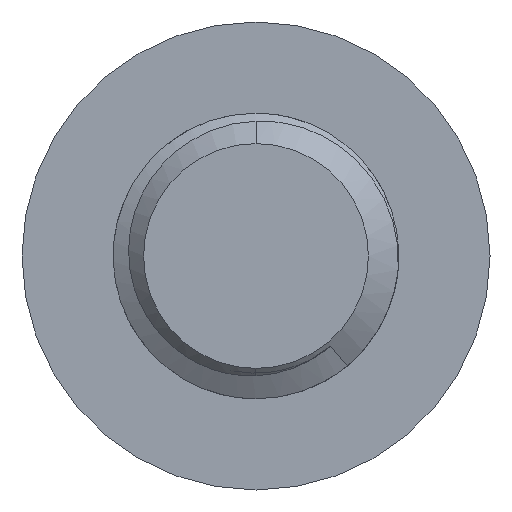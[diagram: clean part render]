
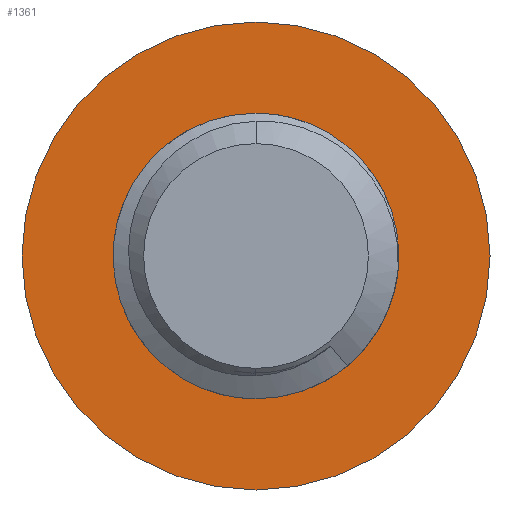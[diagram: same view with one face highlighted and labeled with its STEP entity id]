
A CAD part, front view. The second image highlights one B-rep face of the part: STEP entity #1361.
In plain terms, the highlighted planar face has unit normal (0, -1, 0).
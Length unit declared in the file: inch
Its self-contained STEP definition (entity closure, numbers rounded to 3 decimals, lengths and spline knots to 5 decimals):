
#257 = CARTESIAN_POINT ( 'NONE',  ( 0.154, -0.188, 0. ) ) ;
#276 = DIRECTION ( 'NONE',  ( 0., -1., 0. ) ) ;
#706 = CARTESIAN_POINT ( 'NONE',  ( 0., -0.188, 0. ) ) ;
#731 = VERTEX_POINT ( 'NONE', #3883 ) ;
#754 = EDGE_LOOP ( 'NONE', ( #2799, #3664 ) ) ;
#1062 = CIRCLE ( 'NONE', #2193, 0.094 ) ;
#1186 = VERTEX_POINT ( 'NONE', #2775 ) ;
#1212 = DIRECTION ( 'NONE',  ( 0., -1., 0. ) ) ;
#1246 = CIRCLE ( 'NONE', #4285, 0.094 ) ;
#1249 = DIRECTION ( 'NONE',  ( 0., 0., -1. ) ) ;
#1361 = ADVANCED_FACE ( 'NONE', ( #3191, #4052 ), #5770, .T. ) ;
#1596 = CARTESIAN_POINT ( 'NONE',  ( 0., -0.188, 0. ) ) ;
#1943 = EDGE_LOOP ( 'NONE', ( #3514, #2545, #3315 ) ) ;
#2055 = DIRECTION ( 'NONE',  ( 0., 0., -1. ) ) ;
#2123 = DIRECTION ( 'NONE',  ( 0., 1., 0. ) ) ;
#2193 = AXIS2_PLACEMENT_3D ( 'NONE', #3948, #1212, #1249 ) ;
#2458 = AXIS2_PLACEMENT_3D ( 'NONE', #257, #276, #2055 ) ;
#2472 = CARTESIAN_POINT ( 'NONE',  ( 0., -0.188, 0.154 ) ) ;
#2482 = VERTEX_POINT ( 'NONE', #2791 ) ;
#2545 = ORIENTED_EDGE ( 'NONE', *, *, #5261, .F. ) ;
#2637 = EDGE_CURVE ( 'NONE', #731, #1186, #4560, .T. ) ;
#2761 = CIRCLE ( 'NONE', #2809, 0.154 ) ;
#2775 = CARTESIAN_POINT ( 'NONE',  ( 0., -0.188, 0.094 ) ) ;
#2791 = CARTESIAN_POINT ( 'NONE',  ( 0., -0.188, -0.154 ) ) ;
#2799 = ORIENTED_EDGE ( 'NONE', *, *, #4213, .F. ) ;
#2809 = AXIS2_PLACEMENT_3D ( 'NONE', #1596, #3889, #3344 ) ;
#2958 = DIRECTION ( 'NONE',  ( 0., 0., -1. ) ) ;
#3040 = CARTESIAN_POINT ( 'NONE',  ( 0., -0.188, 0. ) ) ;
#3191 = FACE_BOUND ( 'NONE', #1943, .T. ) ;
#3315 = ORIENTED_EDGE ( 'NONE', *, *, #2637, .F. ) ;
#3344 = DIRECTION ( 'NONE',  ( 0., 0., 1. ) ) ;
#3494 = EDGE_CURVE ( 'NONE', #4463, #731, #1246, .T. ) ;
#3514 = ORIENTED_EDGE ( 'NONE', *, *, #3494, .F. ) ;
#3664 = ORIENTED_EDGE ( 'NONE', *, *, #4988, .F. ) ;
#3883 = CARTESIAN_POINT ( 'NONE',  ( 0., -0.188, -0.094 ) ) ;
#3889 = DIRECTION ( 'NONE',  ( 0., 1., 0. ) ) ;
#3948 = CARTESIAN_POINT ( 'NONE',  ( 0., -0.188, 0. ) ) ;
#4052 = FACE_OUTER_BOUND ( 'NONE', #754, .T. ) ;
#4120 = AXIS2_PLACEMENT_3D ( 'NONE', #4767, #5680, #5190 ) ;
#4213 = EDGE_CURVE ( 'NONE', #4683, #2482, #5286, .T. ) ;
#4285 = AXIS2_PLACEMENT_3D ( 'NONE', #706, #5729, #2958 ) ;
#4463 = VERTEX_POINT ( 'NONE', #5454 ) ;
#4560 = CIRCLE ( 'NONE', #4120, 0.094 ) ;
#4683 = VERTEX_POINT ( 'NONE', #2472 ) ;
#4767 = CARTESIAN_POINT ( 'NONE',  ( 0., -0.188, 0. ) ) ;
#4988 = EDGE_CURVE ( 'NONE', #2482, #4683, #2761, .T. ) ;
#5190 = DIRECTION ( 'NONE',  ( 0., 0., -1. ) ) ;
#5261 = EDGE_CURVE ( 'NONE', #1186, #4463, #1062, .T. ) ;
#5286 = CIRCLE ( 'NONE', #5557, 0.154 ) ;
#5406 = DIRECTION ( 'NONE',  ( 0., 0., 1. ) ) ;
#5454 = CARTESIAN_POINT ( 'NONE',  ( -0.094, -0.188, 0. ) ) ;
#5557 = AXIS2_PLACEMENT_3D ( 'NONE', #3040, #2123, #5406 ) ;
#5680 = DIRECTION ( 'NONE',  ( 0., -1., 0. ) ) ;
#5729 = DIRECTION ( 'NONE',  ( 0., -1., 0. ) ) ;
#5770 = PLANE ( 'NONE',  #2458 ) ;
